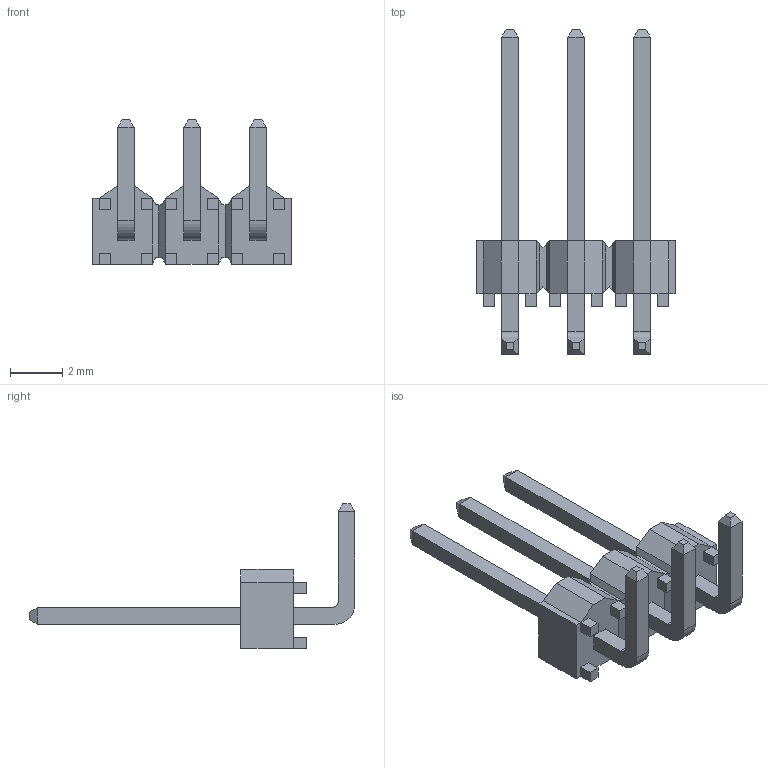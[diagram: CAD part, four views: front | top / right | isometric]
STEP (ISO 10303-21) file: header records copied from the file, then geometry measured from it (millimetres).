
FILE_DESCRIPTION (( 'STEP AP214' ), '1' );
FILE_NAME ('TSW_103_25_G_S_RA.STEP', '2020-10-13T11:26:07', ( '' ), ( '' ), 'SwSTEP 2.0', 'SolidWorks 2018', '' );
FILE_SCHEMA (( 'AUTOMOTIVE_DESIGN' ));
Length unit declared in the file: millimetre
Products named in the file (3): TSW_103_25_G_S_RA; TSW_103_25_G_S_RA_3; TSW_103_25_G_S_RA_5
Assembly tree (2 placements, depth 2):
  TSW_103_25_G_S_RA
    TSW_103_25_G_S_RA_3
    TSW_103_25_G_S_RA_5
Bounding box: 7.62 x 12.51 x 5.56 mm (x, y, z)
Volume: 60.6 mm3; surface area: 245.2 mm2
Topology: 2 solids, 2 shells, 178 faces, 448 edges, 280 vertices
Faces by surface type: plane 172, cylinder 6
Entity records: 7236 total; most frequent: CARTESIAN_POINT 911, ORIENTED_EDGE 896, DIRECTION 826, EDGE_CURVE 448, VECTOR 436, LINE 436, VERTEX_POINT 280, AXIS2_PLACEMENT_3D 195
